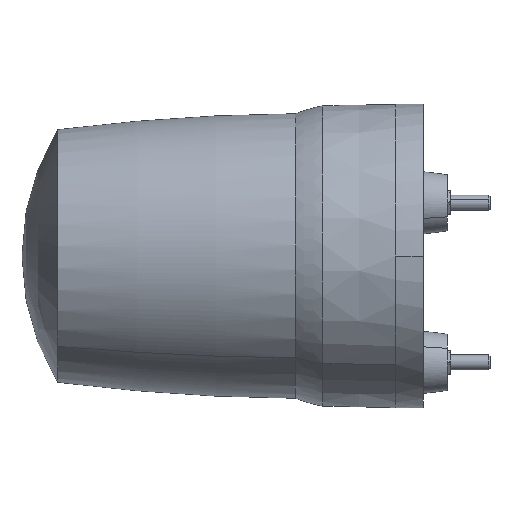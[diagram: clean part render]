
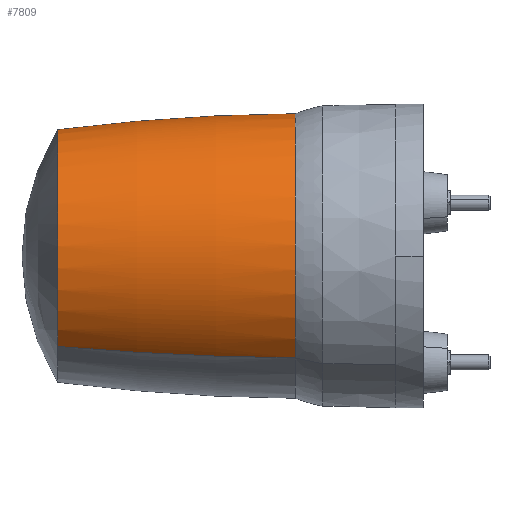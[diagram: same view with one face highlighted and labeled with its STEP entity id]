
A CAD part, left-side view. The second image highlights one B-rep face of the part: STEP entity #7809.
In plain terms, the highlighted toroidal (fillet/blend) face has major radius 712.949 mm and minor radius 760 mm.
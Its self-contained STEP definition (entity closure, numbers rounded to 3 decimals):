
#488 = DIRECTION ( 'NONE',  ( 0., -1., 0. ) ) ;
#649 = TOROIDAL_SURFACE ( 'NONE', #10662, -712.949, 760. ) ;
#1523 = CIRCLE ( 'NONE', #4578, 760. ) ;
#1534 = EDGE_CURVE ( 'NONE', #4953, #5249, #2180, .T. ) ;
#1856 = DIRECTION ( 'NONE',  ( 0.7, 0., 0.714 ) ) ;
#1905 = ORIENTED_EDGE ( 'NONE', *, *, #9792, .T. ) ;
#2180 = CIRCLE ( 'NONE', #10889, 46.956 ) ;
#2595 = VERTEX_POINT ( 'NONE', #11252 ) ;
#3097 = CIRCLE ( 'NONE', #11597, 41.682 ) ;
#3247 = CARTESIAN_POINT ( 'NONE',  ( 0., 39.106, 0. ) ) ;
#3369 = ORIENTED_EDGE ( 'NONE', *, *, #7881, .F. ) ;
#4207 = VERTEX_POINT ( 'NONE', #12845 ) ;
#4284 = ORIENTED_EDGE ( 'NONE', *, *, #1534, .F. ) ;
#4419 = DIRECTION ( 'NONE',  ( -0.7, 0., -0.714 ) ) ;
#4578 = AXIS2_PLACEMENT_3D ( 'NONE', #10481, #5512, #6601 ) ;
#4726 = CIRCLE ( 'NONE', #9521, 760. ) ;
#4953 = VERTEX_POINT ( 'NONE', #7356 ) ;
#5249 = VERTEX_POINT ( 'NONE', #7404 ) ;
#5512 = DIRECTION ( 'NONE',  ( 0.714, 0., -0.7 ) ) ;
#5577 = DIRECTION ( 'NONE',  ( 0., 1., 0. ) ) ;
#5877 = CARTESIAN_POINT ( 'NONE',  ( 0., 51.142, 0. ) ) ;
#6337 = ORIENTED_EDGE ( 'NONE', *, *, #11892, .T. ) ;
#6391 = FACE_OUTER_BOUND ( 'NONE', #8758, .T. ) ;
#6601 = DIRECTION ( 'NONE',  ( -0.7, 0., -0.714 ) ) ;
#6624 = CARTESIAN_POINT ( 'NONE',  ( 0., 129.283, 0. ) ) ;
#7050 = CARTESIAN_POINT ( 'NONE',  ( -498.956, 39.106, -509.254 ) ) ;
#7356 = CARTESIAN_POINT ( 'NONE',  ( 32.862, 51.142, 33.54 ) ) ;
#7404 = CARTESIAN_POINT ( 'NONE',  ( -32.862, 51.142, -33.54 ) ) ;
#7809 = ADVANCED_FACE ( 'NONE', ( #6391 ), #649, .T. ) ;
#7881 = EDGE_CURVE ( 'NONE', #5249, #2595, #1523, .T. ) ;
#8758 = EDGE_LOOP ( 'NONE', ( #4284, #6337, #1905, #3369 ) ) ;
#9473 = DIRECTION ( 'NONE',  ( -0.7, 0., -0.714 ) ) ;
#9521 = AXIS2_PLACEMENT_3D ( 'NONE', #7050, #11138, #1856 ) ;
#9792 = EDGE_CURVE ( 'NONE', #4207, #2595, #3097, .T. ) ;
#9962 = DIRECTION ( 'NONE',  ( -0.7, 0., -0.714 ) ) ;
#10481 = CARTESIAN_POINT ( 'NONE',  ( 498.956, 39.106, 509.254 ) ) ;
#10662 = AXIS2_PLACEMENT_3D ( 'NONE', #3247, #5577, #4419 ) ;
#10889 = AXIS2_PLACEMENT_3D ( 'NONE', #5877, #11516, #9473 ) ;
#11138 = DIRECTION ( 'NONE',  ( -0.714, 0., 0.7 ) ) ;
#11252 = CARTESIAN_POINT ( 'NONE',  ( -29.171, 129.283, -29.773 ) ) ;
#11516 = DIRECTION ( 'NONE',  ( 0., -1., 0. ) ) ;
#11597 = AXIS2_PLACEMENT_3D ( 'NONE', #6624, #488, #9962 ) ;
#11892 = EDGE_CURVE ( 'NONE', #4953, #4207, #4726, .T. ) ;
#12845 = CARTESIAN_POINT ( 'NONE',  ( 29.171, 129.283, 29.773 ) ) ;
